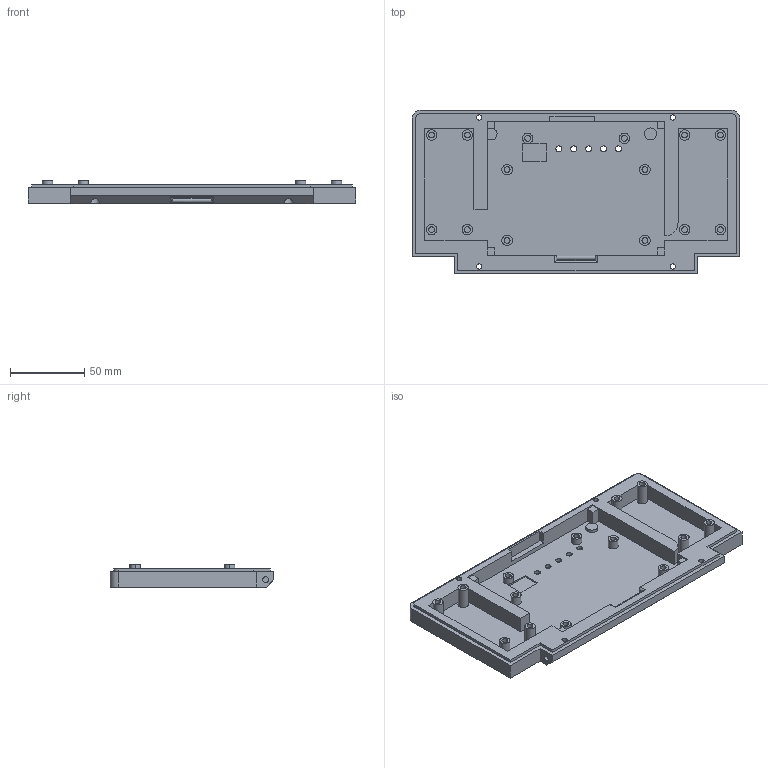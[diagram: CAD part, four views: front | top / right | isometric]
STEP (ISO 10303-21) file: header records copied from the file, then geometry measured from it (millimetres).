
FILE_DESCRIPTION (( 'STEP AP214' ), '1' );
FILE_NAME ('display_back.STEP', '2023-11-23T15:39:13', ( '' ), ( '' ), '', '', '' );
FILE_SCHEMA (( 'AUTOMOTIVE_DESIGN' ));
Length unit declared in the file: millimetre
Products named in the file (1): display_back
Bounding box: 220 x 110 x 16 mm (x, y, z)
Volume: 126869.4 mm3; surface area: 70633.1 mm2
Topology: 1 solids, 1 shells, 224 faces, 535 edges, 349 vertices
Faces by surface type: cylinder 109, plane 107, cone 8
Entity records: 6591 total; most frequent: DIRECTION 1178, CARTESIAN_POINT 1157, ORIENTED_EDGE 1070, EDGE_CURVE 535, AXIS2_PLACEMENT_3D 434, VERTEX_POINT 349, LINE 310, VECTOR 310
